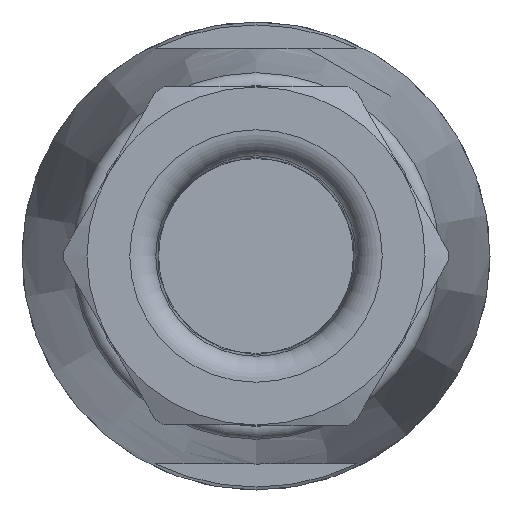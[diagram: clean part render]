
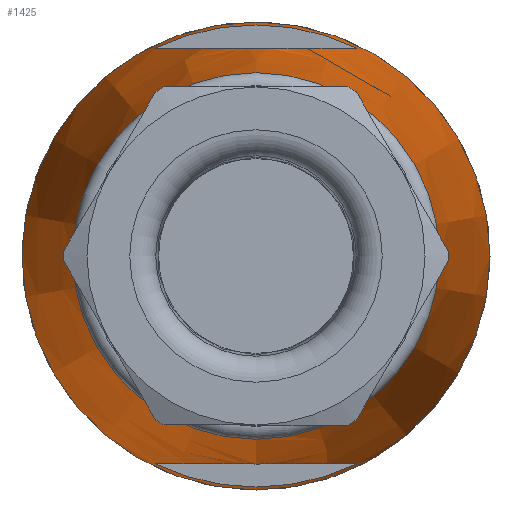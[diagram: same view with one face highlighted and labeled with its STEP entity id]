
A CAD part, left-side view. The second image highlights one B-rep face of the part: STEP entity #1425.
In plain terms, the highlighted conical face has half-angle 6.52 degrees and reference radius 9 mm.
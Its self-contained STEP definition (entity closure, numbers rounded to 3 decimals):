
#1409=CONICAL_SURFACE('',#3492,9.,6.52);
#1425=ADVANCED_FACE('',(#1720,#1721,#1722,#1723),#1409,.T.);
#1662=B_SPLINE_CURVE_WITH_KNOTS('',3,(#4587,#4588,#4589,#4590,#4591,#4592,
#4593,#4594,#4595,#4596,#4597,#4598,#4599,#4600,#4601,#4602,#4603,#4604),
 .UNSPECIFIED.,.F.,.F.,(4,2,2,2,2,2,2,2,4),(0.,0.25,0.375,0.438,0.5,0.563,
0.625,0.75,1.),.UNSPECIFIED.);
#1663=B_SPLINE_CURVE_WITH_KNOTS('',3,(#4608,#4609,#4610,#4611,#4612,#4613,
#4614,#4615,#4616,#4617,#4618,#4619,#4620,#4621,#4622,#4623,#4624,#4625),
 .UNSPECIFIED.,.F.,.F.,(4,2,2,2,2,2,2,2,4),(0.,0.25,0.375,0.438,0.5,0.563,
0.625,0.75,1.),.UNSPECIFIED.);
#1720=FACE_BOUND('',#1790,.T.);
#1721=FACE_BOUND('',#1791,.T.);
#1722=FACE_BOUND('',#1792,.T.);
#1723=FACE_BOUND('',#1793,.T.);
#1790=EDGE_LOOP('',(#1986));
#1791=EDGE_LOOP('',(#1987));
#1792=EDGE_LOOP('',(#1988,#1989));
#1793=EDGE_LOOP('',(#1990,#1991));
#1986=ORIENTED_EDGE('',*,*,#2983,.T.);
#1987=ORIENTED_EDGE('',*,*,#2984,.F.);
#1988=ORIENTED_EDGE('',*,*,#2985,.T.);
#1989=ORIENTED_EDGE('',*,*,#2986,.T.);
#1990=ORIENTED_EDGE('',*,*,#2987,.F.);
#1991=ORIENTED_EDGE('',*,*,#2988,.F.);
#2730=VERTEX_POINT('',#4584);
#2731=VERTEX_POINT('',#4586);
#2732=VERTEX_POINT('',#4605);
#2733=VERTEX_POINT('',#4606);
#2734=VERTEX_POINT('',#4626);
#2735=VERTEX_POINT('',#4627);
#2983=EDGE_CURVE('',#2730,#2730,#3353,.T.);
#2984=EDGE_CURVE('',#2731,#2731,#3354,.T.);
#2985=EDGE_CURVE('',#2732,#2733,#1662,.T.);
#2986=EDGE_CURVE('',#2733,#2732,#3355,.T.);
#2987=EDGE_CURVE('',#2734,#2735,#1663,.T.);
#2988=EDGE_CURVE('',#2735,#2734,#3356,.T.);
#3353=CIRCLE('',#3488,9.);
#3354=CIRCLE('',#3489,7.051);
#3355=CIRCLE('',#3490,8.886);
#3356=CIRCLE('',#3491,8.886);
#3488=AXIS2_PLACEMENT_3D('',#4583,#3794,#3795);
#3489=AXIS2_PLACEMENT_3D('',#4585,#3796,#3797);
#3490=AXIS2_PLACEMENT_3D('',#4607,#3798,#3799);
#3491=AXIS2_PLACEMENT_3D('',#4628,#3800,#3801);
#3492=AXIS2_PLACEMENT_3D('',#4629,#3802,#3803);
#3794=DIRECTION('',(-1.,0.,0.));
#3795=DIRECTION('',(0.,0.,-1.));
#3796=DIRECTION('',(-1.,0.,0.));
#3797=DIRECTION('',(0.,0.,-1.));
#3798=DIRECTION('',(1.,0.,0.));
#3799=DIRECTION('',(0.,-1.,0.));
#3800=DIRECTION('',(-1.,0.,0.));
#3801=DIRECTION('',(0.,1.,0.));
#3802=DIRECTION('',(1.,0.,0.));
#3803=DIRECTION('',(0.,0.,1.));
#4583=CARTESIAN_POINT('',(-0.5,0.,0.));
#4584=CARTESIAN_POINT('',(-0.5,0.,-9.));
#4585=CARTESIAN_POINT('',(-17.557,0.,0.));
#4586=CARTESIAN_POINT('',(-17.557,0.,-7.051));
#4587=CARTESIAN_POINT('',(-1.5,3.867,-8.));
#4588=CARTESIAN_POINT('',(-2.925,3.493,-8.));
#4589=CARTESIAN_POINT('',(-4.341,3.088,-8.));
#4590=CARTESIAN_POINT('',(-6.42,2.311,-8.));
#4591=CARTESIAN_POINT('',(-7.115,2.023,-8.));
#4592=CARTESIAN_POINT('',(-8.091,1.473,-8.));
#4593=CARTESIAN_POINT('',(-8.405,1.272,-8.));
#4594=CARTESIAN_POINT('',(-8.962,0.769,-8.));
#4595=CARTESIAN_POINT('',(-9.222,0.445,-8.));
#4596=CARTESIAN_POINT('',(-9.274,-0.324,-8.));
#4597=CARTESIAN_POINT('',(-9.041,-0.673,-8.));
#4598=CARTESIAN_POINT('',(-8.5,-1.203,-8.));
#4599=CARTESIAN_POINT('',(-8.18,-1.416,-8.));
#4600=CARTESIAN_POINT('',(-7.205,-1.983,-8.));
#4601=CARTESIAN_POINT('',(-6.506,-2.276,-8.));
#4602=CARTESIAN_POINT('',(-4.392,-3.074,-8.));
#4603=CARTESIAN_POINT('',(-2.95,-3.487,-8.));
#4604=CARTESIAN_POINT('',(-1.5,-3.867,-8.));
#4605=CARTESIAN_POINT('',(-1.5,3.867,-8.));
#4606=CARTESIAN_POINT('',(-1.5,-3.867,-8.));
#4607=CARTESIAN_POINT('',(-1.5,0.,0.));
#4608=CARTESIAN_POINT('',(-1.5,3.867,8.));
#4609=CARTESIAN_POINT('',(-2.925,3.493,8.));
#4610=CARTESIAN_POINT('',(-4.341,3.088,8.));
#4611=CARTESIAN_POINT('',(-6.42,2.311,8.));
#4612=CARTESIAN_POINT('',(-7.115,2.023,8.));
#4613=CARTESIAN_POINT('',(-8.091,1.473,8.));
#4614=CARTESIAN_POINT('',(-8.405,1.272,8.));
#4615=CARTESIAN_POINT('',(-8.962,0.769,8.));
#4616=CARTESIAN_POINT('',(-9.222,0.445,8.));
#4617=CARTESIAN_POINT('',(-9.274,-0.324,8.));
#4618=CARTESIAN_POINT('',(-9.041,-0.673,8.));
#4619=CARTESIAN_POINT('',(-8.5,-1.203,8.));
#4620=CARTESIAN_POINT('',(-8.18,-1.416,8.));
#4621=CARTESIAN_POINT('',(-7.205,-1.983,8.));
#4622=CARTESIAN_POINT('',(-6.506,-2.276,8.));
#4623=CARTESIAN_POINT('',(-4.392,-3.074,8.));
#4624=CARTESIAN_POINT('',(-2.95,-3.487,8.));
#4625=CARTESIAN_POINT('',(-1.5,-3.867,8.));
#4626=CARTESIAN_POINT('',(-1.5,3.867,8.));
#4627=CARTESIAN_POINT('',(-1.5,-3.867,8.));
#4628=CARTESIAN_POINT('',(-1.5,0.,0.));
#4629=CARTESIAN_POINT('',(-0.5,0.,0.));
